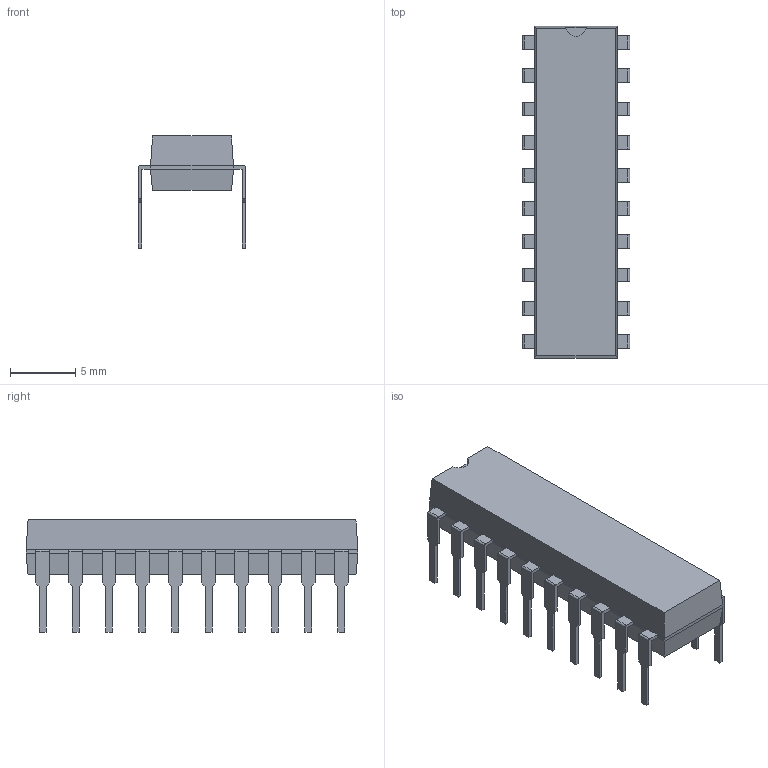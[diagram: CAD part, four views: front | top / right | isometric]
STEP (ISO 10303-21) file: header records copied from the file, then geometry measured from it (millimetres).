
FILE_DESCRIPTION(('FreeCAD Model'),'2;1');
FILE_NAME('1190284.1.3.stp','2020-07-31T05:17:14',( 'Author'),(''),'Open CASCADE STEP processor 6.9','FreeCAD','Unknown' );
FILE_SCHEMA(('AUTOMOTIVE_DESIGN { 1 0 10303 214 1 1 1 1 }'));
Length unit declared in the file: millimetre
Products named in the file (3): ASSEMBLY; Body; PinsArrayLR
Assembly tree (2 placements, depth 2):
  ASSEMBLY
    Body
    PinsArrayLR
Bounding box: 8.21 x 25.4 x 8.58 mm (x, y, z)
Volume: 680.8 mm3; surface area: 866.4 mm2
Topology: 21 solids, 21 shells, 276 faces, 694 edges, 460 vertices
Faces by surface type: plane 255, cylinder 21
Entity records: 17409 total; most frequent: CARTESIAN_POINT 2959, DIRECTION 2660, LINE 1990, VECTOR 1990, ORIENTED_EDGE 1388, PCURVE 1388, DEFINITIONAL_REPRESENTATION 1388, EDGE_CURVE 694
